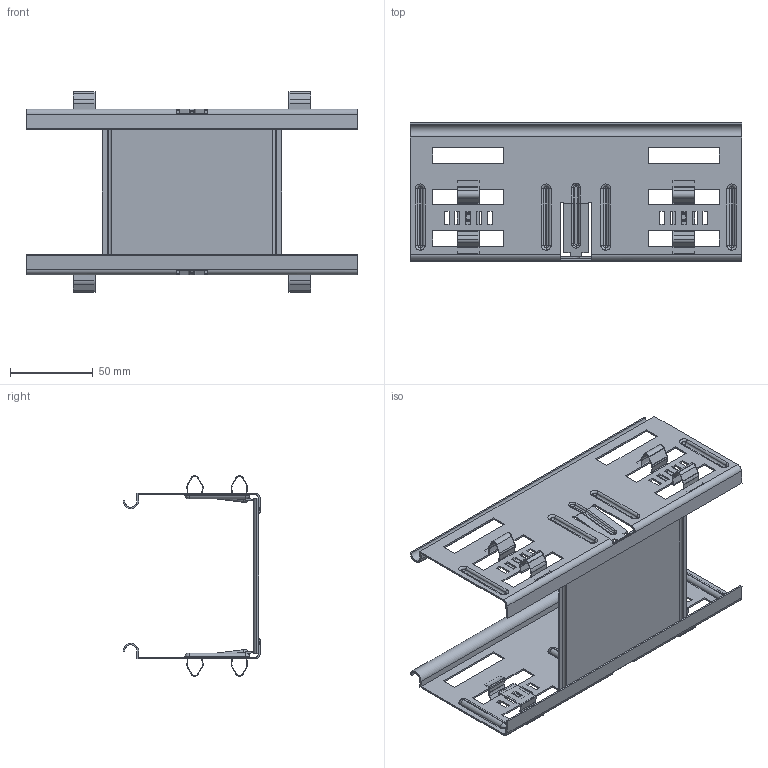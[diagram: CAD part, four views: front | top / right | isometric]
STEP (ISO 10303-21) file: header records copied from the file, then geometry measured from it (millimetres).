
FILE_DESCRIPTION (( 'STEP AP214' ), '1' );
FILE_NAME ('6069024.STP', '2017-04-12T07:21:37', ( '' ), ( '' ), 'SwSTEP 2.0', 'SolidWorks 2016', '' );
FILE_SCHEMA (( 'AUTOMOTIVE_DESIGN' ));
Length unit declared in the file: millimetre
Products named in the file (4): 040601_Standard; 040579_85; 040599_100; 6069024
Assembly tree (7 placements, depth 2):
  6069024
    040599_100
    040579_85  x2
    040601_Standard  x4
Bounding box: 200 x 83.2 x 121 mm (x, y, z)
Volume: 47691.2 mm3; surface area: 104622.1 mm2
Topology: 7 solids, 7 shells, 971 faces, 2463 edges, 1510 vertices
Faces by surface type: plane 588, cylinder 219, torus 144, bspline 20
Entity records: 13933 total; most frequent: CARTESIAN_POINT 2584, DIRECTION 2391, ORIENTED_EDGE 2318, EDGE_CURVE 1159, AXIS2_PLACEMENT_3D 809, VECTOR 773, LINE 773, VERTEX_POINT 724
